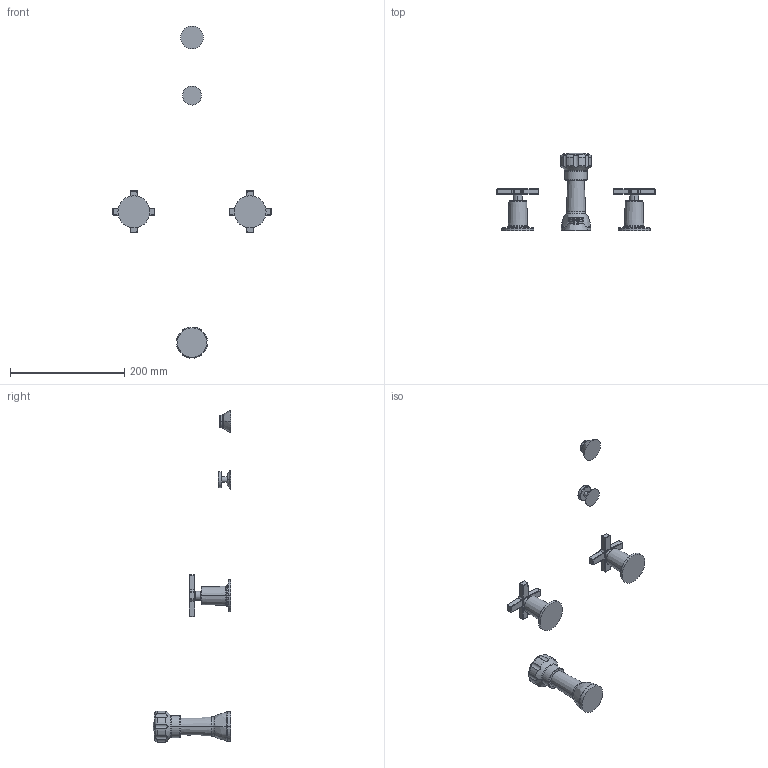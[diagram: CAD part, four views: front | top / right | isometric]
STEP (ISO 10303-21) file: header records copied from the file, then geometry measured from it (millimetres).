
FILE_DESCRIPTION((''),'2;1');
FILE_NAME('2989','2021-02-01T11:47:01',('jinson.thomas'),(''),'CREO PARAMETRIC BY PTC INC, 2018400','CREO PARAMETRIC BY PTC INC, 2018400','');
FILE_SCHEMA(('CONFIG_CONTROL_DESIGN'));
Length unit declared in the file: inch
Products named in the file (1): 2989
Bounding box: 276.5 x 135.97 x 580.53 mm (x, y, z)
Volume: 342641.1 mm3; surface area: 66952 mm2
Topology: 5 solids, 5 shells, 337 faces, 736 edges, 429 vertices
Faces by surface type: cylinder 138, plane 79, torus 62, sphere 34, cone 18, bspline 6
Entity records: 9748 total; most frequent: CARTESIAN_POINT 2098, DIRECTION 1798, ORIENTED_EDGE 1468, AXIS2_PLACEMENT_3D 753, EDGE_CURVE 734, VERTEX_POINT 429, CIRCLE 422, EDGE_LOOP 359
